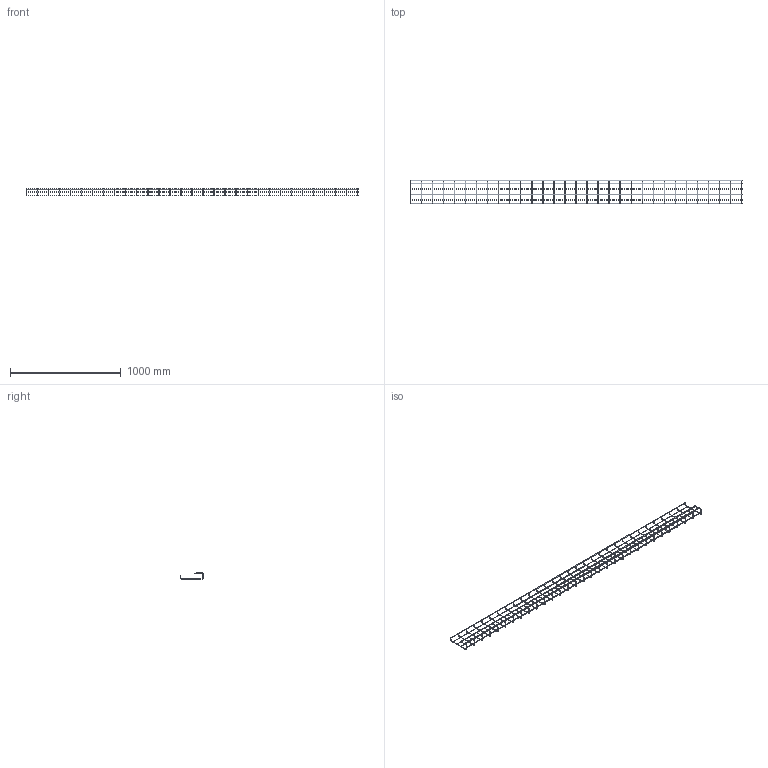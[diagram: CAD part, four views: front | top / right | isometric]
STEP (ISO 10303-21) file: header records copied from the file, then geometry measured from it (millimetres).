
FILE_DESCRIPTION(/* description */ (''),/* implementation_level */ '2;1');
FILE_NAME(/* name */ '003244.stp',/* time_stamp */ '2024-01-03T10:48:24+01:00',/* author */ ('bonnaudn'),/* organization */ (''),/* preprocessor_version */ 'ST-DEVELOPER v19.2',/* originating_system */ 'AutoCAD Mechanical',/* authorisation */ '');
FILE_SCHEMA (('AUTOMOTIVE_DESIGN { 1 0 10303 214 3 1 1 }'));
Length unit declared in the file: millimetre
Products named in the file (3): Product; *U1; *U0
Assembly tree (32 placements, depth 3):
  Product
    *U1
      *U0  x31
Bounding box: 3004.4 x 210.87 x 63.22 mm (x, y, z)
Volume: 521341.2 mm3; surface area: 474269.6 mm2
Topology: 39 solids, 39 shells, 303 faces, 675 edges, 450 vertices
Faces by surface type: cylinder 132, torus 93, plane 78
Full cylindrical faces by diameter (mm): 3.9 x6, 4.4 x124, 5.5 x2
Entity records: 1016 total; most frequent: DIRECTION 214, CARTESIAN_POINT 143, AXIS2_PLACEMENT_3D 101, ORIENTED_EDGE 90, EDGE_CURVE 45, PRODUCT_DEFINITION_SHAPE 35, FACE_OUTER_BOUND 33, EDGE_LOOP 33
